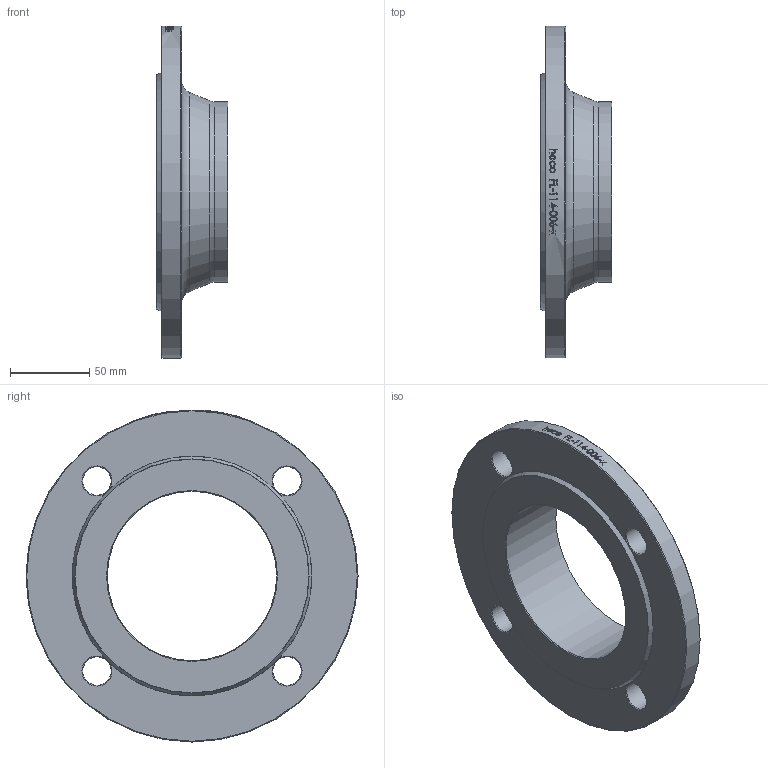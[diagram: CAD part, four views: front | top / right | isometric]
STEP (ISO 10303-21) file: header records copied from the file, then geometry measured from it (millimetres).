
FILE_DESCRIPTION (( 'STEP AP214' ), '1' );
FILE_NAME ('FL-114-006-x Vorschweissflansch PN6 Iso DIN2631 2008.STEP', '2020-08-24T11:11:05', ( '' ), ( '' ), 'SwSTEP 2.0', 'SolidWorks 2019', '' );
FILE_SCHEMA (( 'AUTOMOTIVE_DESIGN' ));
Length unit declared in the file: millimetre
Products named in the file (1): FL-114-006-x Vorschweissflansch PN6 Iso DIN2631 2008
Bounding box: 45 x 210 x 210 mm (x, y, z)
Volume: 411547.1 mm3; surface area: 83995.2 mm2
Topology: 1 solids, 1 shells, 54 faces, 222 edges, 190 vertices
Faces by surface type: cylinder 29, cone 13, plane 4, torus 4, bspline 4
Full cylindrical faces by diameter (mm): 18 x4, 107.1 x1, 114.3 x1, 210 x1
Entity records: 5314 total; most frequent: CARTESIAN_POINT 3407, ORIENTED_EDGE 388, DIRECTION 270, EDGE_CURVE 194, VERTEX_POINT 182, AXIS2_PLACEMENT_3D 121, EDGE_LOOP 104, B_SPLINE_CURVE_WITH_KNOTS 96
